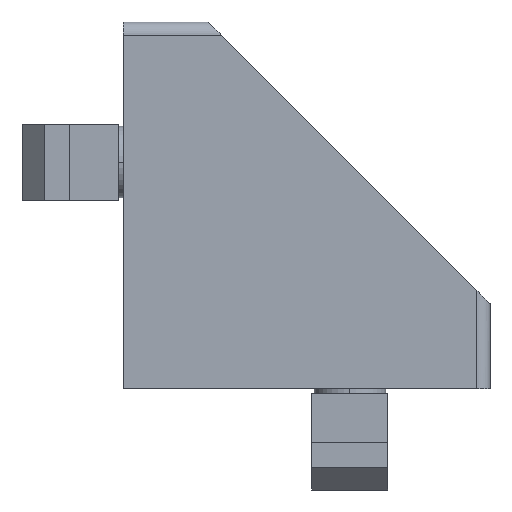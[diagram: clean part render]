
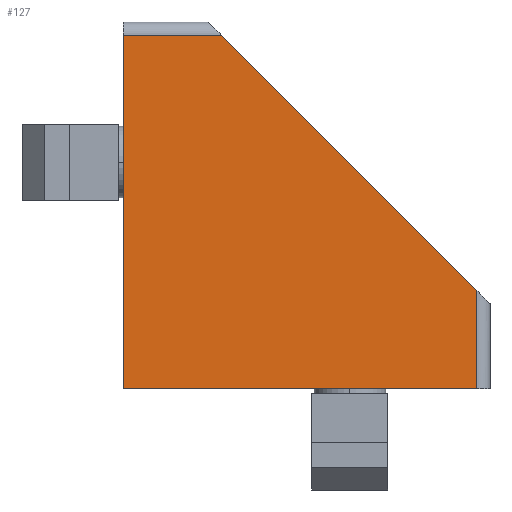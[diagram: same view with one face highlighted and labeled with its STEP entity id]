
A CAD part, left-side view. The second image highlights one B-rep face of the part: STEP entity #127.
In plain terms, the highlighted planar face has unit normal (-1, 0, 0).
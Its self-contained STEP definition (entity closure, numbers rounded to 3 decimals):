
#127=ADVANCED_FACE('1274',(#331),#332,.T.);
#331=FACE_OUTER_BOUND('',#619,.T.);
#332=PLANE('',#620);
#619=EDGE_LOOP('',(#938,#939,#940,#941,#942));
#620=AXIS2_PLACEMENT_3D('',#943,#944,#945);
#938=ORIENTED_EDGE('',*,*,#1738,.T.);
#939=ORIENTED_EDGE('',*,*,#1750,.T.);
#940=ORIENTED_EDGE('',*,*,#1751,.T.);
#941=ORIENTED_EDGE('',*,*,#1752,.T.);
#942=ORIENTED_EDGE('',*,*,#1748,.T.);
#943=CARTESIAN_POINT('',(-21.5,0.0,0.0));
#944=DIRECTION('',(-1.0,0.0,0.0));
#945=DIRECTION('',(0.0,-1.0,0.0));
#1738=EDGE_CURVE('8316',#2081,#2079,#2082,.T.);
#1748=EDGE_CURVE('8058',#2094,#2081,#2096,.T.);
#1750=EDGE_CURVE('8063',#2079,#2098,#2099,.T.);
#1751=EDGE_CURVE('8077',#2098,#2100,#2101,.T.);
#1752=EDGE_CURVE('8076',#2100,#2094,#2102,.T.);
#2079=VERTEX_POINT('',#2587);
#2081=VERTEX_POINT('',#2597);
#2082=LINE('',#2598,#2599);
#2094=VERTEX_POINT('',#2624);
#2096=LINE('',#2626,#2627);
#2098=VERTEX_POINT('',#2629);
#2099=LINE('',#2630,#2631);
#2100=VERTEX_POINT('',#2632);
#2101=LINE('',#2633,#2634);
#2102=LINE('',#2635,#2636);
#2587=CARTESIAN_POINT('',(-21.5,-11.0,39.5));
#2597=CARTESIAN_POINT('',(-21.5,-39.5,11.0));
#2598=CARTESIAN_POINT('',(-21.5,-39.5,11.0));
#2599=VECTOR('',#3350,40.305);
#2624=CARTESIAN_POINT('',(-21.5,-39.5,0.0));
#2626=CARTESIAN_POINT('',(-21.5,-39.5,0.0));
#2627=VECTOR('',#3359,11.0);
#2629=CARTESIAN_POINT('',(-21.5,0.0,39.5));
#2630=CARTESIAN_POINT('',(-21.5,-11.0,39.5));
#2631=VECTOR('',#3360,11.0);
#2632=CARTESIAN_POINT('',(-21.5,0.0,0.0));
#2633=CARTESIAN_POINT('',(-21.5,0.0,39.5));
#2634=VECTOR('',#3361,39.5);
#2635=CARTESIAN_POINT('',(-21.5,0.0,0.0));
#2636=VECTOR('',#3362,39.5);
#3350=DIRECTION('',(0.0,0.707,0.707));
#3359=DIRECTION('',(0.0,0.0,1.0));
#3360=DIRECTION('',(0.0,1.0,0.0));
#3361=DIRECTION('',(0.0,0.0,-1.0));
#3362=DIRECTION('',(0.0,-1.0,0.0));
